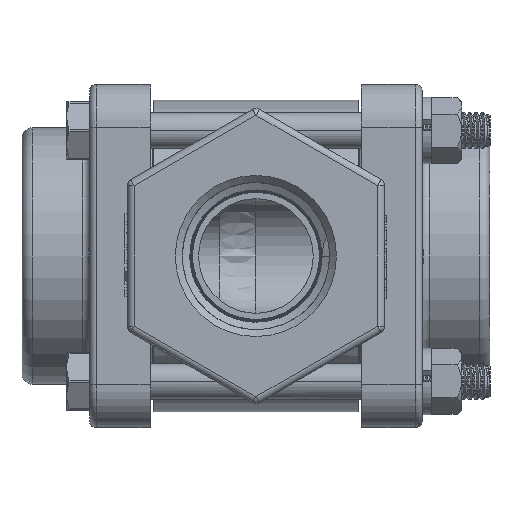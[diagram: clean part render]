
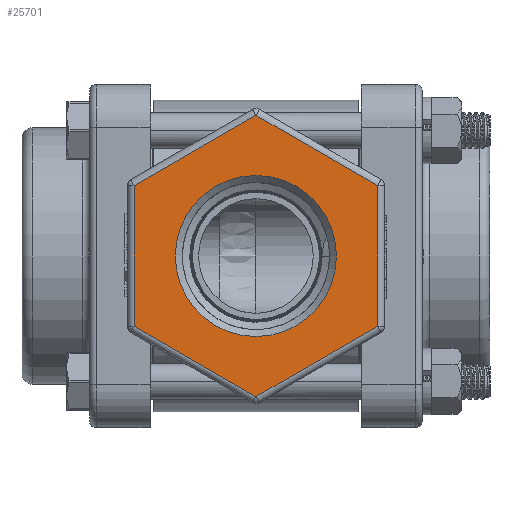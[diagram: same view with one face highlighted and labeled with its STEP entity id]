
A CAD part, front view. The second image highlights one B-rep face of the part: STEP entity #25701.
In plain terms, the highlighted planar face has unit normal (0, -1, 0).
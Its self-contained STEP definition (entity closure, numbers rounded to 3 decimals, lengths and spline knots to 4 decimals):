
#933=FACE_BOUND('',#3477,.T.);
#1074=PLANE('',#27762);
#1884=FACE_OUTER_BOUND('',#3476,.T.);
#3476=EDGE_LOOP('',(#18037,#18038,#18039,#18040,#18041,#18042));
#3477=EDGE_LOOP('',(#18043));
#5191=CIRCLE('',#27763,0.704);
#6679=LINE('',#38184,#9062);
#6681=LINE('',#38191,#9064);
#6682=LINE('',#38198,#9065);
#6683=LINE('',#38204,#9066);
#6684=LINE('',#38210,#9067);
#6686=LINE('',#38218,#9069);
#9062=VECTOR('',#30218,0.3937);
#9064=VECTOR('',#30226,0.3937);
#9065=VECTOR('',#30237,0.3937);
#9066=VECTOR('',#30246,0.3937);
#9067=VECTOR('',#30255,0.3937);
#9069=VECTOR('',#30265,0.3937);
#11501=VERTEX_POINT('',#38181);
#11502=VERTEX_POINT('',#38183);
#11504=VERTEX_POINT('',#38190);
#11505=VERTEX_POINT('',#38197);
#11506=VERTEX_POINT('',#38203);
#11507=VERTEX_POINT('',#38209);
#11511=VERTEX_POINT('',#38233);
#14002=EDGE_CURVE('',#11501,#11502,#6679,.T.);
#14006=EDGE_CURVE('',#11502,#11504,#6681,.T.);
#14010=EDGE_CURVE('',#11504,#11505,#6682,.T.);
#14013=EDGE_CURVE('',#11505,#11506,#6683,.T.);
#14016=EDGE_CURVE('',#11506,#11507,#6684,.T.);
#14020=EDGE_CURVE('',#11507,#11501,#6686,.T.);
#14028=EDGE_CURVE('',#11511,#11511,#5191,.T.);
#18037=ORIENTED_EDGE('',*,*,#14002,.F.);
#18038=ORIENTED_EDGE('',*,*,#14020,.F.);
#18039=ORIENTED_EDGE('',*,*,#14016,.F.);
#18040=ORIENTED_EDGE('',*,*,#14013,.F.);
#18041=ORIENTED_EDGE('',*,*,#14010,.F.);
#18042=ORIENTED_EDGE('',*,*,#14006,.F.);
#18043=ORIENTED_EDGE('',*,*,#14028,.T.);
#25701=ADVANCED_FACE('',(#1884,#933),#1074,.T.);
#27762=AXIS2_PLACEMENT_3D('',#38232,#30286,#30287);
#27763=AXIS2_PLACEMENT_3D('',#38234,#30288,#30289);
#30218=DIRECTION('',(0.,0.,1.));
#30226=DIRECTION('',(0.866,0.,0.5));
#30237=DIRECTION('',(0.866,0.,-0.5));
#30246=DIRECTION('',(0.,0.,-1.));
#30255=DIRECTION('',(-0.866,0.,-0.5));
#30265=DIRECTION('',(-0.866,0.,0.5));
#30286=DIRECTION('center_axis',(0.,-1.,0.));
#30287=DIRECTION('ref_axis',(0.,0.,-1.));
#30288=DIRECTION('center_axis',(0.,1.,0.));
#30289=DIRECTION('ref_axis',(1.,0.,0.));
#38181=CARTESIAN_POINT('',(-1.065,-2.759,-0.6149));
#38183=CARTESIAN_POINT('',(-1.065,-2.759,0.6149));
#38184=CARTESIAN_POINT('',(-1.065,-2.759,0.3248));
#38190=CARTESIAN_POINT('',(0.,-2.759,1.2298));
#38191=CARTESIAN_POINT('',(-0.0403,-2.759,1.2065));
#38197=CARTESIAN_POINT('',(1.065,-2.759,0.6149));
#38198=CARTESIAN_POINT('',(1.0247,-2.759,0.6382));
#38203=CARTESIAN_POINT('',(1.065,-2.759,-0.6149));
#38204=CARTESIAN_POINT('',(1.065,-2.759,-0.3248));
#38209=CARTESIAN_POINT('',(0.,-2.759,-1.2298));
#38210=CARTESIAN_POINT('',(0.4622,-2.759,-0.9629));
#38218=CARTESIAN_POINT('',(-0.6028,-2.759,-0.8817));
#38232=CARTESIAN_POINT('Origin',(0.5625,-2.759,0.));
#38233=CARTESIAN_POINT('',(-0.704,-2.759,0.));
#38234=CARTESIAN_POINT('Origin',(0.,-2.759,0.));
